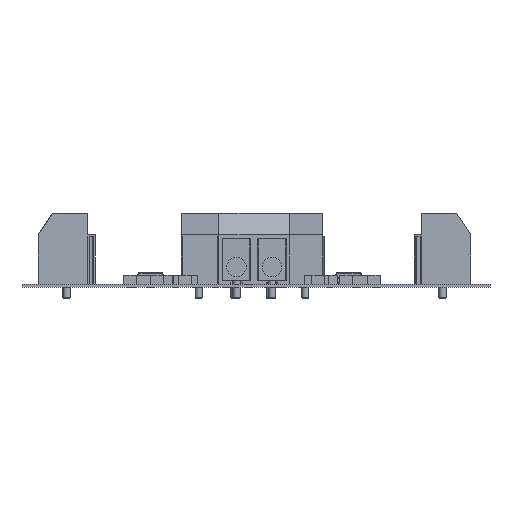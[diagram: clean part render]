
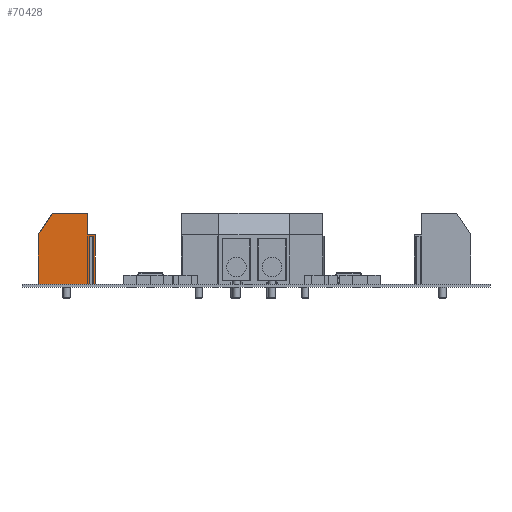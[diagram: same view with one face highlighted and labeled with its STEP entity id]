
A CAD part, front view. The second image highlights one B-rep face of the part: STEP entity #70428.
In plain terms, the highlighted planar face has unit normal (0, -1, 0).
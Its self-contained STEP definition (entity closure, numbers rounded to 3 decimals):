
#69896 = VERTEX_POINT('',#69897);
#69897 = CARTESIAN_POINT('',(53.061,43.38,
    0.));
#69912 = VERTEX_POINT('',#69913);
#69913 = CARTESIAN_POINT('',(53.061,43.38,
    6.8));
#69919 = EDGE_CURVE('',#69896,#69912,#69920,.T.);
#69920 = LINE('',#69921,#69922);
#69921 = CARTESIAN_POINT('',(53.061,43.38,
    2.5));
#69922 = VECTOR('',#69923,1.);
#69923 = DIRECTION('',(0.,0.,1.));
#69965 = VERTEX_POINT('',#69966);
#69966 = CARTESIAN_POINT('',(53.561,43.38,
    0.));
#69972 = EDGE_CURVE('',#69973,#69965,#69975,.T.);
#69973 = VERTEX_POINT('',#69974);
#69974 = CARTESIAN_POINT('',(53.561,43.38,
    6.8));
#69975 = LINE('',#69976,#69977);
#69976 = CARTESIAN_POINT('',(53.561,43.38,
    2.5));
#69977 = VECTOR('',#69978,1.);
#69978 = DIRECTION('',(0.,0.,-1.));
#69995 = EDGE_CURVE('',#69912,#69973,#69996,.T.);
#69996 = LINE('',#69997,#69998);
#69997 = CARTESIAN_POINT('',(51.611,43.38,
    6.8));
#69998 = VECTOR('',#69999,1.);
#69999 = DIRECTION('',(1.,0.,0.));
#70088 = VERTEX_POINT('',#70089);
#70089 = CARTESIAN_POINT('',(53.911,43.38,
    0.));
#70095 = EDGE_CURVE('',#69965,#70088,#70096,.T.);
#70096 = LINE('',#70097,#70098);
#70097 = CARTESIAN_POINT('',(49.911,43.38,
    0.));
#70098 = VECTOR('',#70099,1.);
#70099 = DIRECTION('',(1.,0.,0.));
#70104 = EDGE_CURVE('',#70105,#69896,#70107,.T.);
#70105 = VERTEX_POINT('',#70106);
#70106 = CARTESIAN_POINT('',(45.911,43.38,
    0.));
#70107 = LINE('',#70108,#70109);
#70108 = CARTESIAN_POINT('',(49.911,43.38,
    0.));
#70109 = VECTOR('',#70110,1.);
#70110 = DIRECTION('',(1.,0.,0.));
#70224 = EDGE_CURVE('',#70225,#70105,#70227,.T.);
#70225 = VERTEX_POINT('',#70226);
#70226 = CARTESIAN_POINT('',(45.911,43.38,
    7.));
#70227 = LINE('',#70228,#70229);
#70228 = CARTESIAN_POINT('',(45.911,43.38,
    0.));
#70229 = VECTOR('',#70230,1.);
#70230 = DIRECTION('',(0.,0.,-1.));
#70286 = EDGE_CURVE('',#70287,#70225,#70289,.T.);
#70287 = VERTEX_POINT('',#70288);
#70288 = CARTESIAN_POINT('',(47.911,43.38,
    10.));
#70289 = LINE('',#70290,#70291);
#70290 = CARTESIAN_POINT('',(45.911,43.38,
    7.));
#70291 = VECTOR('',#70292,1.);
#70292 = DIRECTION('',(-0.555,0.,
    -0.832));
#70317 = EDGE_CURVE('',#70318,#70287,#70320,.T.);
#70318 = VERTEX_POINT('',#70319);
#70319 = CARTESIAN_POINT('',(52.911,43.38,
    10.));
#70320 = LINE('',#70321,#70322);
#70321 = CARTESIAN_POINT('',(52.911,43.38,
    10.));
#70322 = VECTOR('',#70323,1.);
#70323 = DIRECTION('',(-1.,0.,0.));
#70357 = EDGE_CURVE('',#70358,#70318,#70360,.T.);
#70358 = VERTEX_POINT('',#70359);
#70359 = CARTESIAN_POINT('',(52.911,43.38,
    7.));
#70360 = LINE('',#70361,#70362);
#70361 = CARTESIAN_POINT('',(52.911,43.38,
    7.));
#70362 = VECTOR('',#70363,1.);
#70363 = DIRECTION('',(0.,0.,1.));
#70388 = EDGE_CURVE('',#70389,#70358,#70391,.T.);
#70389 = VERTEX_POINT('',#70390);
#70390 = CARTESIAN_POINT('',(53.911,43.38,
    7.));
#70391 = LINE('',#70392,#70393);
#70392 = CARTESIAN_POINT('',(53.911,43.38,
    7.));
#70393 = VECTOR('',#70394,1.);
#70394 = DIRECTION('',(-1.,0.,0.));
#70417 = EDGE_CURVE('',#70088,#70389,#70418,.T.);
#70418 = LINE('',#70419,#70420);
#70419 = CARTESIAN_POINT('',(53.911,43.38,
    0.));
#70420 = VECTOR('',#70421,1.);
#70421 = DIRECTION('',(0.,0.,1.));
#70428 = ADVANCED_FACE('',(#70429),#70442,.T.);
#70429 = FACE_BOUND('',#70430,.T.);
#70430 = EDGE_LOOP('',(#70431,#70432,#70433,#70434,#70435,#70436,#70437,
    #70438,#70439,#70440,#70441));
#70431 = ORIENTED_EDGE('',*,*,#69972,.T.);
#70432 = ORIENTED_EDGE('',*,*,#70095,.T.);
#70433 = ORIENTED_EDGE('',*,*,#70417,.T.);
#70434 = ORIENTED_EDGE('',*,*,#70388,.T.);
#70435 = ORIENTED_EDGE('',*,*,#70357,.T.);
#70436 = ORIENTED_EDGE('',*,*,#70317,.T.);
#70437 = ORIENTED_EDGE('',*,*,#70286,.T.);
#70438 = ORIENTED_EDGE('',*,*,#70224,.T.);
#70439 = ORIENTED_EDGE('',*,*,#70104,.T.);
#70440 = ORIENTED_EDGE('',*,*,#69919,.T.);
#70441 = ORIENTED_EDGE('',*,*,#69995,.T.);
#70442 = PLANE('',#70443);
#70443 = AXIS2_PLACEMENT_3D('',#70444,#70445,#70446);
#70444 = CARTESIAN_POINT('',(49.911,43.38,
    5.));
#70445 = DIRECTION('',(0.,-1.,0.));
#70446 = DIRECTION('',(1.,0.,0.));
